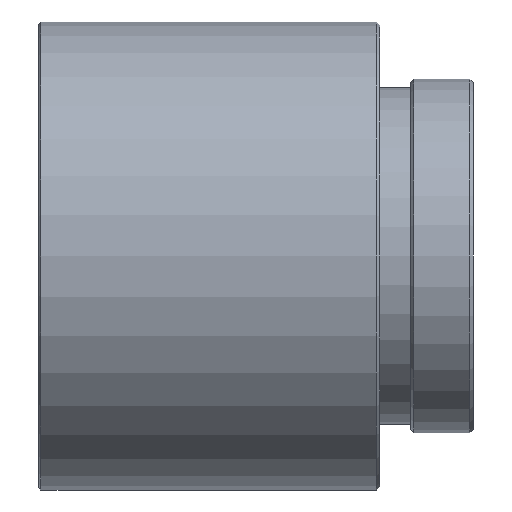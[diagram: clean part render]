
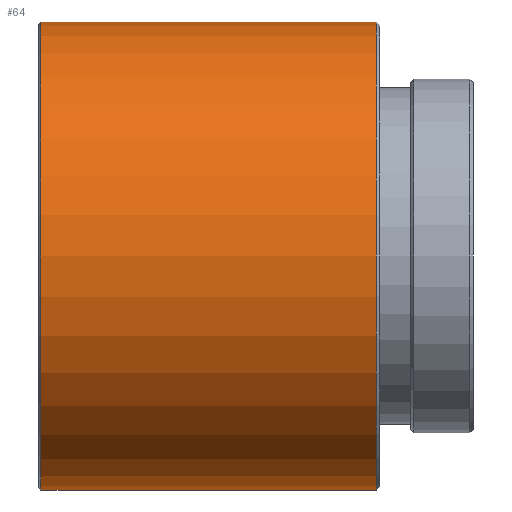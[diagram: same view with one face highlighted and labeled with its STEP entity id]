
A CAD part, front view. The second image highlights one B-rep face of the part: STEP entity #64.
In plain terms, the highlighted cylindrical face has radius 22.5 mm (diameter 45 mm), a full revolution.
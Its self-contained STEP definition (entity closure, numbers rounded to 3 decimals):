
#17 = ORIENTED_EDGE ( 'NONE', *, *, #122, .T. ) ;
#33 = CARTESIAN_POINT ( 'NONE',  ( 7816.727, -204.013, 22.5 ) ) ;
#64 = ADVANCED_FACE ( 'NONE', ( #81, #330 ), #521, .T. ) ;
#69 = EDGE_LOOP ( 'NONE', ( #354 ) ) ;
#81 = FACE_OUTER_BOUND ( 'NONE', #98, .T. ) ;
#91 = DIRECTION ( 'NONE',  ( 0., 0., 1. ) ) ;
#98 = EDGE_LOOP ( 'NONE', ( #17 ) ) ;
#122 = EDGE_CURVE ( 'NONE', #594, #594, #279, .T. ) ;
#150 = CARTESIAN_POINT ( 'NONE',  ( 7782.202, -204.013, 0. ) ) ;
#165 = CARTESIAN_POINT ( 'NONE',  ( 7784.477, -204.013, 0. ) ) ;
#227 = EDGE_CURVE ( 'NONE', #600, #600, #465, .T. ) ;
#276 = DIRECTION ( 'NONE',  ( 1., 0., 0. ) ) ;
#279 = CIRCLE ( 'NONE', #650, 22.5 ) ;
#330 = FACE_OUTER_BOUND ( 'NONE', #69, .T. ) ;
#345 = CARTESIAN_POINT ( 'NONE',  ( 7816.727, -204.013, 0. ) ) ;
#354 = ORIENTED_EDGE ( 'NONE', *, *, #227, .T. ) ;
#428 = AXIS2_PLACEMENT_3D ( 'NONE', #150, #774, #709 ) ;
#465 = CIRCLE ( 'NONE', #545, 22.5 ) ;
#521 = CYLINDRICAL_SURFACE ( 'NONE', #428, 22.5 ) ;
#533 = DIRECTION ( 'NONE',  ( -1., 0., 0. ) ) ;
#545 = AXIS2_PLACEMENT_3D ( 'NONE', #345, #533, #91 ) ;
#594 = VERTEX_POINT ( 'NONE', #723 ) ;
#600 = VERTEX_POINT ( 'NONE', #33 ) ;
#650 = AXIS2_PLACEMENT_3D ( 'NONE', #165, #276, #655 ) ;
#655 = DIRECTION ( 'NONE',  ( 0., 0., 1. ) ) ;
#709 = DIRECTION ( 'NONE',  ( 0., 0., 1. ) ) ;
#723 = CARTESIAN_POINT ( 'NONE',  ( 7784.477, -204.013, 22.5 ) ) ;
#774 = DIRECTION ( 'NONE',  ( -1., 0., 0. ) ) ;
